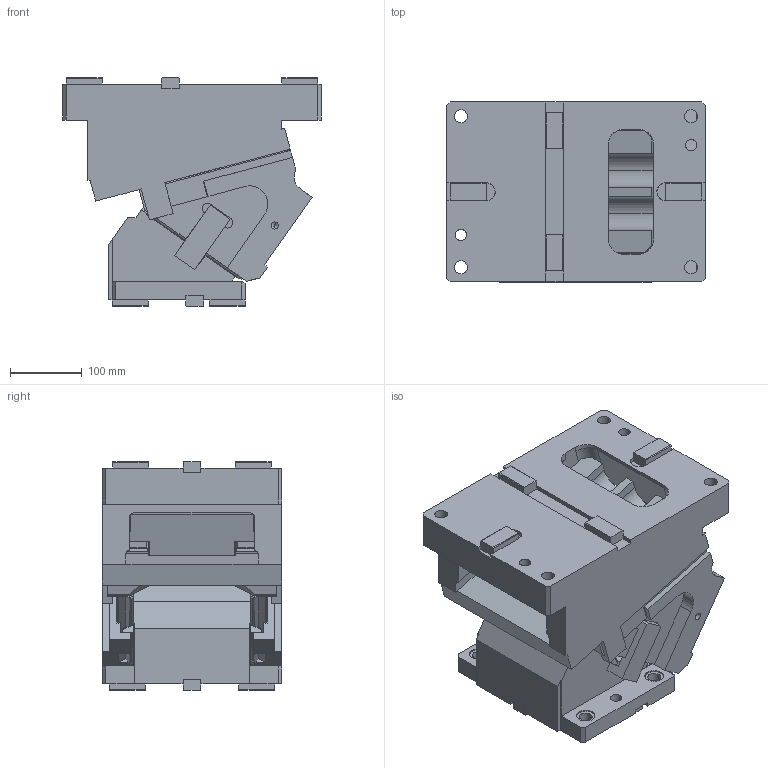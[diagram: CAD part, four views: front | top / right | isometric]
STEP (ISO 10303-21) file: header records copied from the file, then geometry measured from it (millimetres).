
FILE_DESCRIPTION(('CATIA V5 STEP Exchange'),'2;1');
FILE_NAME('CACV_250_35.stp','2015-04-24T14:15:15+00:00',('none'),('none'),'CATIA Version 5 Release 19 SP 2 (IN-10)','CATIA V5 STEP AP203','none');
FILE_SCHEMA(('CONFIG_CONTROL_DESIGN'));
Length unit declared in the file: millimetre
Products named in the file (1): CACV_250_35
Bounding box: 360 x 250 x 318 mm (x, y, z)
Volume: 15664492 mm3; surface area: 959027 mm2
Topology: 3 solids, 8 shells, 600 faces, 1731 edges, 1126 vertices
Faces by surface type: plane 407, cylinder 159, cone 18, bspline 12, torus 4
Entity records: 19930 total; most frequent: CARTESIAN_POINT 4969, ORIENTED_EDGE 3370, DIRECTION 2589, EDGE_CURVE 1685, VECTOR 1341, LINE 1341, VERTEX_POINT 1114, AXIS2_PLACEMENT_3D 728
